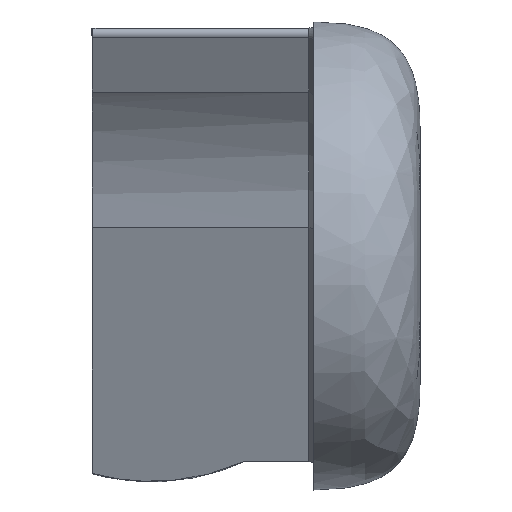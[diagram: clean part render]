
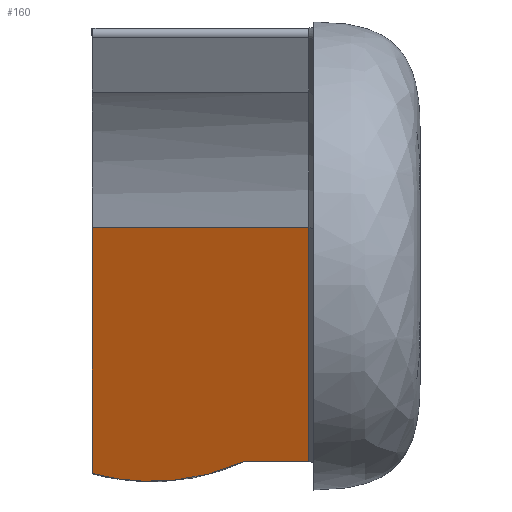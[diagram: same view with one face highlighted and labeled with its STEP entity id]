
A CAD part, top view. The second image highlights one B-rep face of the part: STEP entity #160.
In plain terms, the highlighted planar face has unit normal (0, -0.342, 0.94).
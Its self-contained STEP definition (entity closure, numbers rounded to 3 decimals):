
#117 = VERTEX_POINT ( 'NONE', #401 ) ;
#159 = CARTESIAN_POINT ( 'NONE',  ( 17.2, 12.826, -35.238 ) ) ;
#160 = ADVANCED_FACE ( 'NONE', ( #3374 ), #3719, .T. ) ;
#199 = DIRECTION ( 'NONE',  ( 0., 0.94, 0.342 ) ) ;
#261 =( BOUNDED_CURVE ( )  B_SPLINE_CURVE ( 3, ( #1945, #3402, #1733, #2153 ),
 .UNSPECIFIED., .F., .T. ) 
 B_SPLINE_CURVE_WITH_KNOTS ( ( 4, 4 ),
 ( 2.721, 3.409 ),
 .UNSPECIFIED. ) 
 CURVE ( )  GEOMETRIC_REPRESENTATION_ITEM ( )  RATIONAL_B_SPLINE_CURVE ( ( 1., 0.961, 0.961, 1. ) ) 
 REPRESENTATION_ITEM ( '' )  );
#267 = EDGE_CURVE ( 'NONE', #4298, #117, #1648, .T. ) ;
#370 = CARTESIAN_POINT ( 'NONE',  ( -17.5, 4.634, -38.22 ) ) ;
#401 = CARTESIAN_POINT ( 'NONE',  ( 17.2, 4.634, -38.22 ) ) ;
#423 = CARTESIAN_POINT ( 'NONE',  ( -126.394, 4.634, -38.22 ) ) ;
#763 = CARTESIAN_POINT ( 'NONE',  ( 6.709, -32.858, -51.866 ) ) ;
#770 = CARTESIAN_POINT ( 'NONE',  ( -17.5, -34.724, -52.545 ) ) ;
#802 = CARTESIAN_POINT ( 'NONE',  ( 16.165, -32.858, -51.866 ) ) ;
#836 = ORIENTED_EDGE ( 'NONE', *, *, #267, .T. ) ;
#844 = ORIENTED_EDGE ( 'NONE', *, *, #2522, .F. ) ;
#874 = VERTEX_POINT ( 'NONE', #770 ) ;
#986 = VECTOR ( 'NONE', #2685, 1000. ) ;
#1045 = CARTESIAN_POINT ( 'NONE',  ( 17.2, -32.848, -51.862 ) ) ;
#1314 = ORIENTED_EDGE ( 'NONE', *, *, #4010, .F. ) ;
#1565 = ORIENTED_EDGE ( 'NONE', *, *, #3917, .T. ) ;
#1589 = ORIENTED_EDGE ( 'NONE', *, *, #4655, .T. ) ;
#1648 = LINE ( 'NONE', #159, #1955 ) ;
#1733 = CARTESIAN_POINT ( 'NONE',  ( -9.376, -36.947, -53.354 ) ) ;
#1764 = CARTESIAN_POINT ( 'NONE',  ( 16.51, -32.858, -51.866 ) ) ;
#1793 = CARTESIAN_POINT ( 'NONE',  ( 17.2, -32.848, -51.862 ) ) ;
#1920 = CARTESIAN_POINT ( 'NONE',  ( 169.087, 12.826, -35.238 ) ) ;
#1945 = CARTESIAN_POINT ( 'NONE',  ( 6.709, -32.858, -51.866 ) ) ;
#1955 = VECTOR ( 'NONE', #199, 1000. ) ;
#2075 = DIRECTION ( 'NONE',  ( 0., 0.94, 0.342 ) ) ;
#2153 = CARTESIAN_POINT ( 'NONE',  ( -17.5, -34.724, -52.545 ) ) ;
#2237 = ORIENTED_EDGE ( 'NONE', *, *, #3507, .F. ) ;
#2511 = LINE ( 'NONE', #3223, #3942 ) ;
#2522 = EDGE_CURVE ( 'NONE', #3564, #874, #261, .T. ) ;
#2620 = LINE ( 'NONE', #423, #4634 ) ;
#2685 = DIRECTION ( 'NONE',  ( 1., 0., 0. ) ) ;
#2772 = CARTESIAN_POINT ( 'NONE',  ( 18., -32.858, -51.866 ) ) ;
#3223 = CARTESIAN_POINT ( 'NONE',  ( -17.5, 12.826, -35.238 ) ) ;
#3278 = DIRECTION ( 'NONE',  ( -1., 0., 0. ) ) ;
#3321 = DIRECTION ( 'NONE',  ( 0., -0.342, 0.94 ) ) ;
#3374 = FACE_OUTER_BOUND ( 'NONE', #3797, .T. ) ;
#3402 = CARTESIAN_POINT ( 'NONE',  ( -0.978, -36.299, -53.119 ) ) ;
#3507 = EDGE_CURVE ( 'NONE', #4298, #4439, #3796, .T. ) ;
#3564 = VERTEX_POINT ( 'NONE', #763 ) ;
#3588 = CARTESIAN_POINT ( 'NONE',  ( 16.855, -32.855, -51.865 ) ) ;
#3719 = PLANE ( 'NONE',  #4073 ) ;
#3796 = B_SPLINE_CURVE_WITH_KNOTS ( 'NONE', 3,
 ( #1045, #3588, #1764, #4054 ),
 .UNSPECIFIED., .F., .F.,
 ( 4, 4 ),
 ( 0.001, 0.002 ),
 .UNSPECIFIED. ) ;
#3797 = EDGE_LOOP ( 'NONE', ( #2237, #836, #1565, #1314, #844, #1589 ) ) ;
#3917 = EDGE_CURVE ( 'NONE', #117, #4409, #2620, .T. ) ;
#3942 = VECTOR ( 'NONE', #2075, 1000. ) ;
#4010 = EDGE_CURVE ( 'NONE', #874, #4409, #2511, .T. ) ;
#4054 = CARTESIAN_POINT ( 'NONE',  ( 16.165, -32.858, -51.866 ) ) ;
#4073 = AXIS2_PLACEMENT_3D ( 'NONE', #1920, #3321, #4452 ) ;
#4136 = LINE ( 'NONE', #2772, #986 ) ;
#4298 = VERTEX_POINT ( 'NONE', #1793 ) ;
#4409 = VERTEX_POINT ( 'NONE', #370 ) ;
#4439 = VERTEX_POINT ( 'NONE', #802 ) ;
#4452 = DIRECTION ( 'NONE',  ( 0., -0.94, -0.342 ) ) ;
#4634 = VECTOR ( 'NONE', #3278, 1000. ) ;
#4655 = EDGE_CURVE ( 'NONE', #3564, #4439, #4136, .T. ) ;
